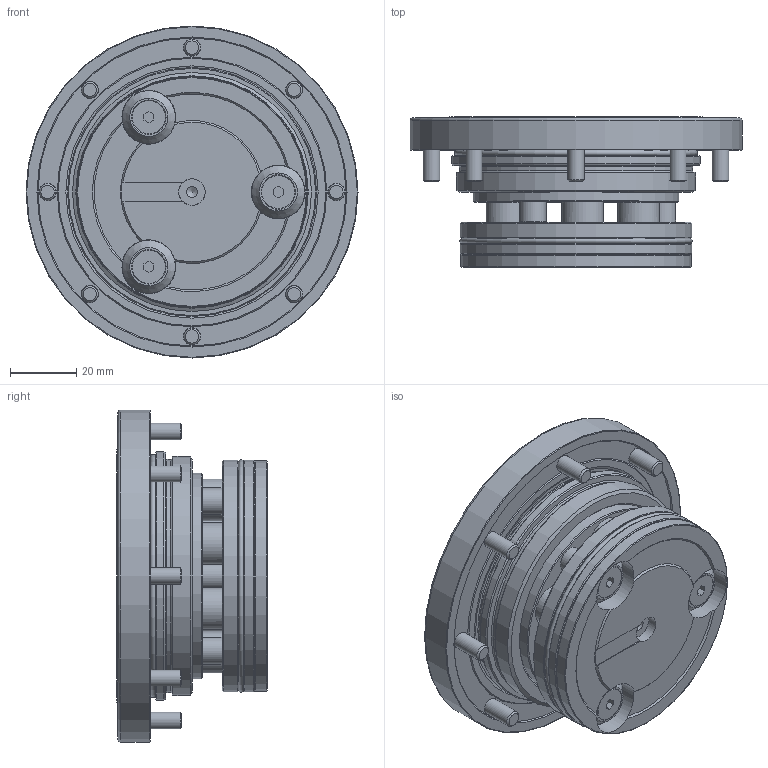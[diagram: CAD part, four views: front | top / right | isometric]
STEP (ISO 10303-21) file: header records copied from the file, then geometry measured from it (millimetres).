
FILE_DESCRIPTION (( 'STEP AP214' ), '1' );
FILE_NAME ('STARK_5000 104-4_A.STEP', '2022-01-24T15:44:54', ( '' ), ( '' ), 'SwSTEP 2.0', 'SolidWorks 2021', '' );
FILE_SCHEMA (( 'AUTOMOTIVE_DESIGN' ));
Length unit declared in the file: millimetre
Products named in the file (1): STARK_5000 104-4_A
Bounding box: 100 x 45.3 x 100 mm (x, y, z)
Volume: 174336.3 mm3; surface area: 44171.2 mm2
Topology: 1 solids, 22 shells, 515 faces, 1130 edges, 742 vertices
Faces by surface type: plane 233, cylinder 158, cone 74, torus 50
Full cylindrical faces by diameter (mm): 3.3 x1, 5 x14, 5.2 x17, 5.3 x3, 6.9 x6, 7.05 x6, 8 x4, 8.5 x8, 9 x8, 9.001 x8, 10 x3, 11.5 x3, 12.5 x6, 13.9 x3, 16 x3, 16.2 x3, 32 x1, 32.2 x1, 61.9 x1, 62 x1, 69.3 x1, 69.8 x2, 70.2 x1, 72 x1, 75 x1, 100 x1
Entity records: 16133 total; most frequent: CARTESIAN_POINT 2384, DIRECTION 2200, ORIENTED_EDGE 1652, AXIS2_PLACEMENT_3D 950, EDGE_LOOP 857, EDGE_CURVE 826, FACE_OUTER_BOUND 663, VERTEX_POINT 651
